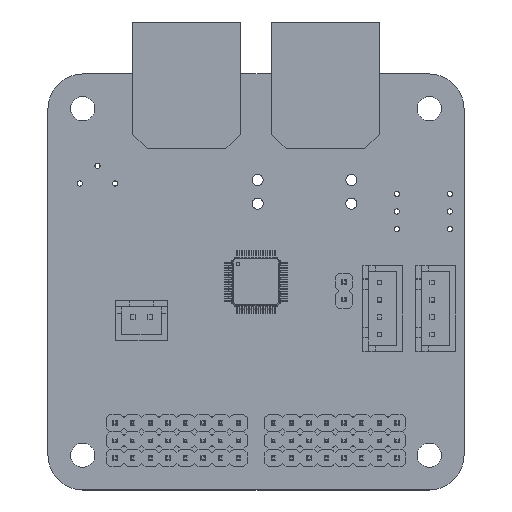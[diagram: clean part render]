
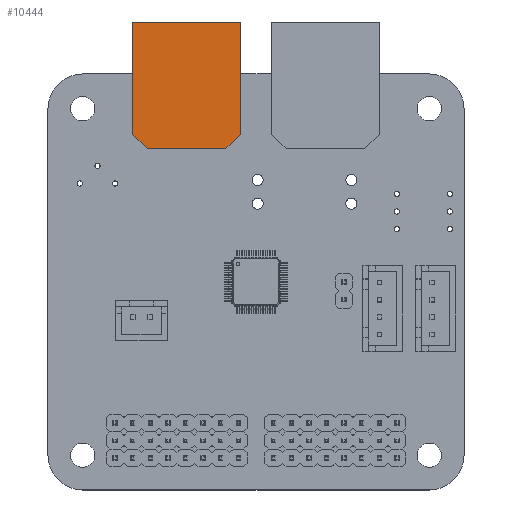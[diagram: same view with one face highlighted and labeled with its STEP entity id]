
A CAD part, top view. The second image highlights one B-rep face of the part: STEP entity #10444.
In plain terms, the highlighted planar face has unit normal (0, 0, 1).
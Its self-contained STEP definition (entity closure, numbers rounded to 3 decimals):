
#10294 = VERTEX_POINT('',#10295);
#10295 = CARTESIAN_POINT('',(1.825,5.65,8.5));
#10301 = EDGE_CURVE('',#10294,#10302,#10304,.T.);
#10302 = VERTEX_POINT('',#10303);
#10303 = CARTESIAN_POINT('',(-0.325,7.8,8.5));
#10304 = LINE('',#10305,#10306);
#10305 = CARTESIAN_POINT('',(1.825,5.65,8.5));
#10306 = VECTOR('',#10307,1.);
#10307 = DIRECTION('',(-0.707,0.707,0.));
#10332 = EDGE_CURVE('',#10294,#10333,#10335,.T.);
#10333 = VERTEX_POINT('',#10334);
#10334 = CARTESIAN_POINT('',(1.825,-5.65,8.5));
#10335 = LINE('',#10336,#10337);
#10336 = CARTESIAN_POINT('',(1.825,5.65,8.5));
#10337 = VECTOR('',#10338,1.);
#10338 = DIRECTION('',(0.,-1.,0.));
#10363 = EDGE_CURVE('',#10302,#10364,#10366,.T.);
#10364 = VERTEX_POINT('',#10365);
#10365 = CARTESIAN_POINT('',(-16.475,7.8,8.5));
#10366 = LINE('',#10367,#10368);
#10367 = CARTESIAN_POINT('',(-0.325,7.8,8.5));
#10368 = VECTOR('',#10369,1.);
#10369 = DIRECTION('',(-1.,0.,0.));
#10444 = ADVANCED_FACE('',(#10445),#10472,.T.);
#10445 = FACE_BOUND('',#10446,.T.);
#10446 = EDGE_LOOP('',(#10447,#10448,#10449,#10457,#10465,#10471));
#10447 = ORIENTED_EDGE('',*,*,#10301,.T.);
#10448 = ORIENTED_EDGE('',*,*,#10363,.T.);
#10449 = ORIENTED_EDGE('',*,*,#10450,.T.);
#10450 = EDGE_CURVE('',#10364,#10451,#10453,.T.);
#10451 = VERTEX_POINT('',#10452);
#10452 = CARTESIAN_POINT('',(-16.475,-7.8,8.5));
#10453 = LINE('',#10454,#10455);
#10454 = CARTESIAN_POINT('',(-16.475,7.8,8.5));
#10455 = VECTOR('',#10456,1.);
#10456 = DIRECTION('',(0.,-1.,0.));
#10457 = ORIENTED_EDGE('',*,*,#10458,.T.);
#10458 = EDGE_CURVE('',#10451,#10459,#10461,.T.);
#10459 = VERTEX_POINT('',#10460);
#10460 = CARTESIAN_POINT('',(-0.325,-7.8,8.5));
#10461 = LINE('',#10462,#10463);
#10462 = CARTESIAN_POINT('',(-16.475,-7.8,8.5));
#10463 = VECTOR('',#10464,1.);
#10464 = DIRECTION('',(1.,0.,0.));
#10465 = ORIENTED_EDGE('',*,*,#10466,.T.);
#10466 = EDGE_CURVE('',#10459,#10333,#10467,.T.);
#10467 = LINE('',#10468,#10469);
#10468 = CARTESIAN_POINT('',(-0.325,-7.8,8.5));
#10469 = VECTOR('',#10470,1.);
#10470 = DIRECTION('',(0.707,0.707,0.));
#10471 = ORIENTED_EDGE('',*,*,#10332,.F.);
#10472 = PLANE('',#10473);
#10473 = AXIS2_PLACEMENT_3D('',#10474,#10475,#10476);
#10474 = CARTESIAN_POINT('',(-7.707,0.,8.5));
#10475 = DIRECTION('',(0.,0.,1.));
#10476 = DIRECTION('',(1.,0.,-0.));
